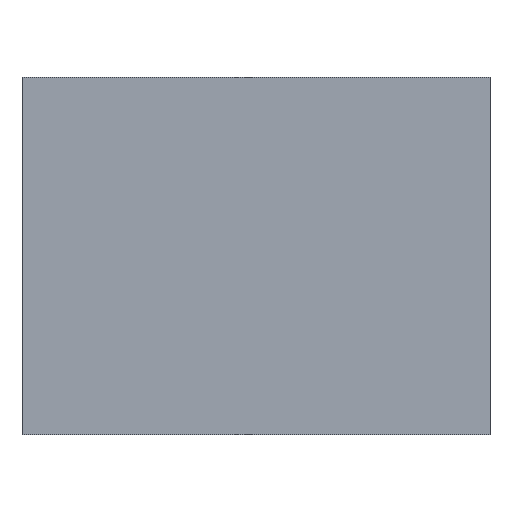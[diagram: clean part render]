
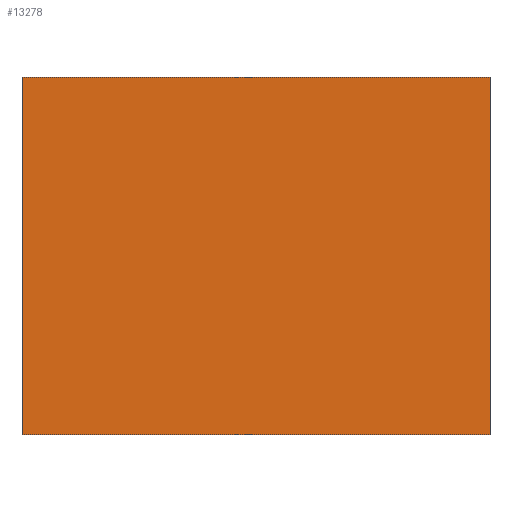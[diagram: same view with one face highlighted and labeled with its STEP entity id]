
A CAD part, front view. The second image highlights one B-rep face of the part: STEP entity #13278.
In plain terms, the highlighted planar face has unit normal (0, -1, 0).
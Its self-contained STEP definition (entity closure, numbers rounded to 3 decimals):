
#952=FACE_OUTER_BOUND('',#1628,.T.);
#1628=EDGE_LOOP('',(#11814,#11815,#11816,#11817));
#3218=LINE('',#21137,#4944);
#3223=LINE('',#21145,#4949);
#3274=LINE('',#21227,#5000);
#3342=LINE('',#21362,#5068);
#4944=VECTOR('',#17256,10.);
#4949=VECTOR('',#17263,10.);
#5000=VECTOR('',#17370,10.);
#5068=VECTOR('',#17544,10.);
#6288=VERTEX_POINT('',#21134);
#6289=VERTEX_POINT('',#21136);
#6290=VERTEX_POINT('',#21142);
#6291=VERTEX_POINT('',#21144);
#8074=EDGE_CURVE('',#6289,#6288,#3218,.T.);
#8079=EDGE_CURVE('',#6291,#6290,#3223,.T.);
#8130=EDGE_CURVE('',#6290,#6289,#3274,.T.);
#8198=EDGE_CURVE('',#6288,#6291,#3342,.T.);
#11814=ORIENTED_EDGE('',*,*,#8198,.T.);
#11815=ORIENTED_EDGE('',*,*,#8079,.T.);
#11816=ORIENTED_EDGE('',*,*,#8130,.T.);
#11817=ORIENTED_EDGE('',*,*,#8074,.T.);
#12602=PLANE('',#14150);
#13278=ADVANCED_FACE('',(#952),#12602,.T.);
#14150=AXIS2_PLACEMENT_3D('',#21388,#17578,#17579);
#17256=DIRECTION('',(0.,0.,1.));
#17263=DIRECTION('',(0.,0.,-1.));
#17370=DIRECTION('',(1.,0.,0.));
#17544=DIRECTION('',(-1.,0.,0.));
#17578=DIRECTION('center_axis',(0.,-1.,0.));
#17579=DIRECTION('ref_axis',(1.,0.,0.));
#21134=CARTESIAN_POINT('',(27.5,-12.5,21.));
#21136=CARTESIAN_POINT('',(27.5,-12.5,-21.));
#21137=CARTESIAN_POINT('',(27.5,-12.5,-21.));
#21142=CARTESIAN_POINT('',(-27.5,-12.5,-21.));
#21144=CARTESIAN_POINT('',(-27.5,-12.5,21.));
#21145=CARTESIAN_POINT('',(-27.5,-12.5,21.));
#21227=CARTESIAN_POINT('',(-27.5,-12.5,-21.));
#21362=CARTESIAN_POINT('',(27.5,-12.5,21.));
#21388=CARTESIAN_POINT('Origin',(17.5,-12.5,15.));
